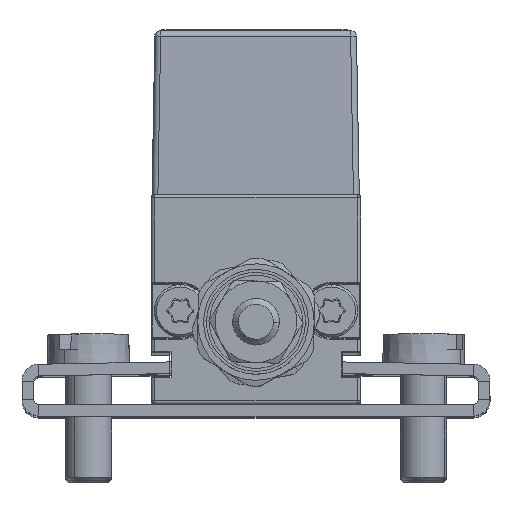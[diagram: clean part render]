
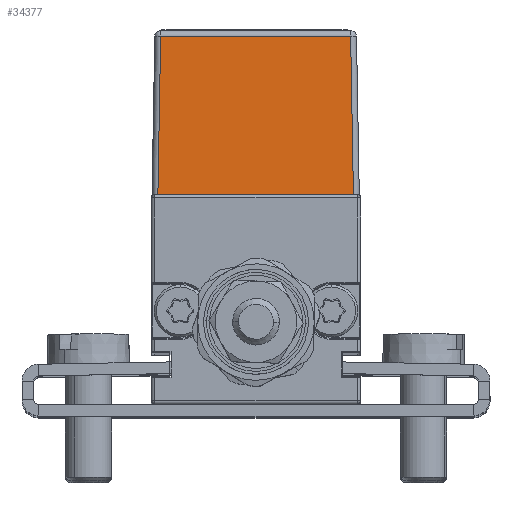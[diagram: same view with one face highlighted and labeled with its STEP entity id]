
A CAD part, top view. The second image highlights one B-rep face of the part: STEP entity #34377.
In plain terms, the highlighted planar face has unit normal (0, 0.018, 1).
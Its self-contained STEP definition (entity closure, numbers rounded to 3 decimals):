
#790 = AXIS2_PLACEMENT_3D ( 'NONE', #30075, #30076, #30078 ) ;
#1419 = EDGE_CURVE ( 'NONE', #11216, #11169, #32892, .T. ) ;
#1428 = EDGE_CURVE ( 'NONE', #11286, #11216, #32897, .T. ) ;
#1430 = EDGE_CURVE ( 'NONE', #11169, #11180, #32904, .T. ) ;
#1433 = EDGE_CURVE ( 'NONE', #11180, #11286, #32906, .T. ) ;
#11169 = VERTEX_POINT ( 'NONE', #15051 ) ;
#11180 = VERTEX_POINT ( 'NONE', #15060 ) ;
#11216 = VERTEX_POINT ( 'NONE', #22268 ) ;
#11286 = VERTEX_POINT ( 'NONE', #22384 ) ;
#15051 = CARTESIAN_POINT ( 'NONE',  ( -8.189, 31.583, 132.547 ) ) ;
#15060 = CARTESIAN_POINT ( 'NONE',  ( -8.426, 18., 132.784 ) ) ;
#22268 = CARTESIAN_POINT ( 'NONE',  ( 8.129, 31.583, 132.547 ) ) ;
#22384 = CARTESIAN_POINT ( 'NONE',  ( 8.366, 18., 132.784 ) ) ;
#26931 = ORIENTED_EDGE ( 'NONE', *, *, #1433, .T. ) ;
#26998 = ORIENTED_EDGE ( 'NONE', *, *, #1430, .T. ) ;
#27002 = ORIENTED_EDGE ( 'NONE', *, *, #1419, .T. ) ;
#27007 = ORIENTED_EDGE ( 'NONE', *, *, #1428, .T. ) ;
#30019 = PLANE ( 'NONE',  #790 ) ;
#30050 = FACE_OUTER_BOUND ( 'NONE', #32366, .T. ) ;
#30075 = CARTESIAN_POINT ( 'NONE',  ( -8.929, 18., 132.784 ) ) ;
#30076 = DIRECTION ( 'NONE',  ( 0., 0.017, 1. ) ) ;
#30078 = DIRECTION ( 'NONE',  ( 0., -1., 0.017 ) ) ;
#32366 = EDGE_LOOP ( 'NONE', ( #27007, #27002, #26998, #26931 ) ) ;
#32891 = CARTESIAN_POINT ( 'NONE',  ( 8.36, 18.302, 132.779 ) ) ;
#32892 = LINE ( 'NONE', #32893, #39001 ) ;
#32893 = CARTESIAN_POINT ( 'NONE',  ( -8.929, 31.583, 132.547 ) ) ;
#32897 = LINE ( 'NONE', #32891, #38992 ) ;
#32898 = DIRECTION ( 'NONE',  ( -1., 0., 0. ) ) ;
#32904 = LINE ( 'NONE', #32908, #39050 ) ;
#32906 = LINE ( 'NONE', #32910, #39048 ) ;
#32907 = DIRECTION ( 'NONE',  ( -0.017, 1., -0.017 ) ) ;
#32908 = CARTESIAN_POINT ( 'NONE',  ( -8.426, 17.991, 132.784 ) ) ;
#32909 = DIRECTION ( 'NONE',  ( -0.017, -1., 0.017 ) ) ;
#32910 = CARTESIAN_POINT ( 'NONE',  ( -8.929, 18., 132.784 ) ) ;
#32912 = DIRECTION ( 'NONE',  ( 1., 0., 0. ) ) ;
#34377 = ADVANCED_FACE ( 'NONE', ( #30050 ), #30019, .T. ) ;
#38992 = VECTOR ( 'NONE', #32907, 1000. ) ;
#39001 = VECTOR ( 'NONE', #32898, 1000. ) ;
#39048 = VECTOR ( 'NONE', #32912, 1000. ) ;
#39050 = VECTOR ( 'NONE', #32909, 1000. ) ;
